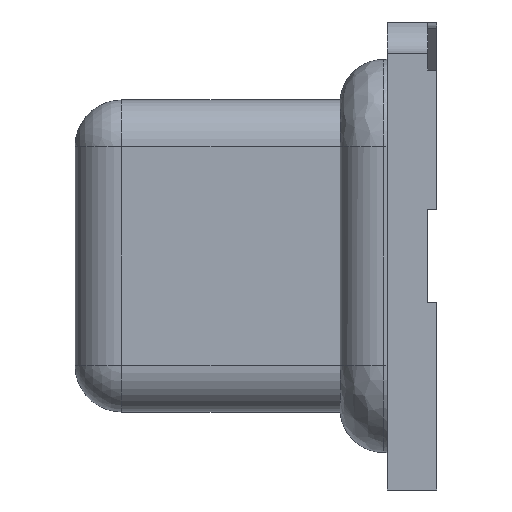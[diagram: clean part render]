
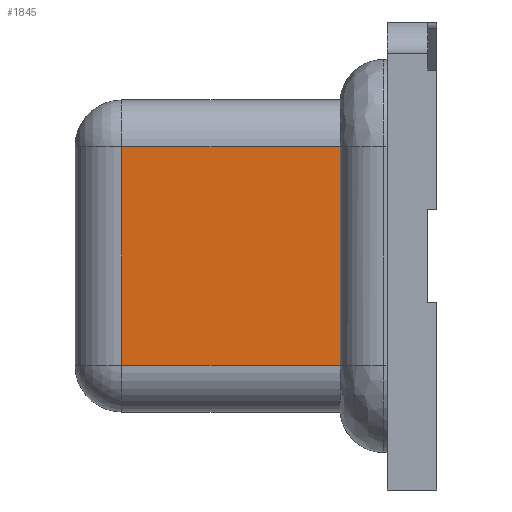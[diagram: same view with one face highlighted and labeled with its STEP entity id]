
A CAD part, left-side view. The second image highlights one B-rep face of the part: STEP entity #1845.
In plain terms, the highlighted planar face has unit normal (-1, 0, 0).
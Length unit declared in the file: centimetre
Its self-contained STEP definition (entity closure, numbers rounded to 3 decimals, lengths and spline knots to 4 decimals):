
#234=FACE_OUTER_BOUND('',#350,.T.);
#350=EDGE_LOOP('',(#1432,#1433,#1434,#1435));
#521=LINE('',#3023,#692);
#523=LINE('',#3030,#694);
#524=LINE('',#3031,#695);
#525=LINE('',#3032,#696);
#692=VECTOR('',#2319,0.7);
#694=VECTOR('',#2325,0.7);
#695=VECTOR('',#2326,1.);
#696=VECTOR('',#2327,0.7);
#866=VERTEX_POINT('',#3001);
#867=VERTEX_POINT('',#3022);
#869=VERTEX_POINT('',#3028);
#870=VERTEX_POINT('',#3029);
#1072=EDGE_CURVE('',#867,#866,#521,.T.);
#1075=EDGE_CURVE('',#869,#870,#523,.T.);
#1076=EDGE_CURVE('',#870,#866,#524,.T.);
#1077=EDGE_CURVE('',#867,#869,#525,.T.);
#1432=ORIENTED_EDGE('',*,*,#1075,.T.);
#1433=ORIENTED_EDGE('',*,*,#1076,.T.);
#1434=ORIENTED_EDGE('',*,*,#1072,.F.);
#1435=ORIENTED_EDGE('',*,*,#1077,.T.);
#1780=PLANE('',#1993);
#1845=ADVANCED_FACE('',(#234),#1780,.T.);
#1993=AXIS2_PLACEMENT_3D('',#3027,#2323,#2324);
#2319=DIRECTION('',(0.,-1.,0.));
#2323=DIRECTION('center_axis',(-1.,0.,0.));
#2324=DIRECTION('ref_axis',(0.,0.,1.));
#2325=DIRECTION('',(0.,-1.,0.));
#2326=DIRECTION('',(0.,0.,1.));
#2327=DIRECTION('',(0.,0.,-1.));
#3001=CARTESIAN_POINT('',(0.25,0.15,-0.4));
#3022=CARTESIAN_POINT('',(0.25,0.85,-0.4));
#3023=CARTESIAN_POINT('',(0.25,0.85,-0.4));
#3027=CARTESIAN_POINT('Origin',(0.25,0.,-1.25));
#3028=CARTESIAN_POINT('',(0.25,0.85,-1.1));
#3029=CARTESIAN_POINT('',(0.25,0.15,-1.1));
#3030=CARTESIAN_POINT('',(0.25,0.85,-1.1));
#3031=CARTESIAN_POINT('',(0.25,0.15,-1.1002));
#3032=CARTESIAN_POINT('',(0.25,0.85,-0.4));
